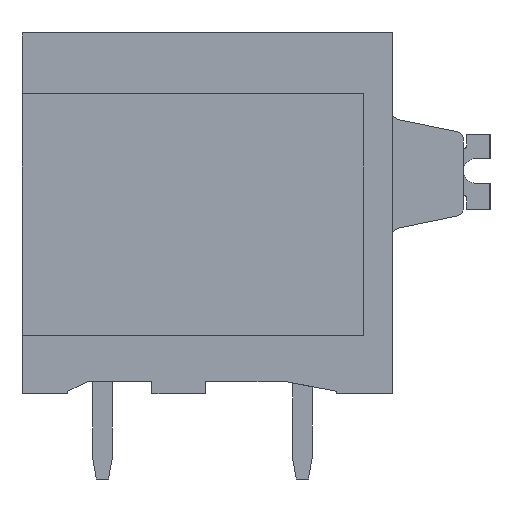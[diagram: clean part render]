
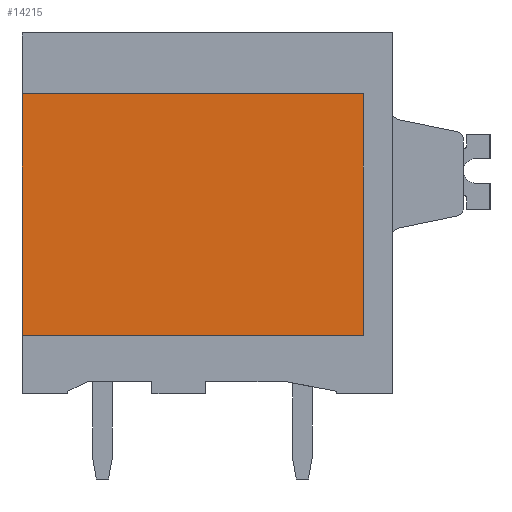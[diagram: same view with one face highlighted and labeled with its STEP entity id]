
A CAD part, left-side view. The second image highlights one B-rep face of the part: STEP entity #14215.
In plain terms, the highlighted planar face has unit normal (-1, 0, 0).
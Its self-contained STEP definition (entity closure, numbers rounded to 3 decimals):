
#5792=AXIS2_PLACEMENT_3D('Plane Axis2P3D',#5789,#5790,#5791) ;
#5789=CARTESIAN_POINT('Axis2P3D Location',(1.1,0.,0.)) ;
#14085=CARTESIAN_POINT('Vertex',(1.1,19.2,5.9)) ;
#14088=CARTESIAN_POINT('Line Origine',(1.1,19.2,10.85)) ;
#14092=CARTESIAN_POINT('Vertex',(1.1,19.2,15.8)) ;
#14165=CARTESIAN_POINT('Vertex',(1.1,5.2,5.9)) ;
#14168=CARTESIAN_POINT('Line Origine',(1.1,12.2,5.9)) ;
#14189=CARTESIAN_POINT('Vertex',(1.1,5.2,15.8)) ;
#14192=CARTESIAN_POINT('Line Origine',(1.1,5.2,10.85)) ;
#14204=CARTESIAN_POINT('Line Origine',(1.1,12.2,15.8)) ;
#5790=DIRECTION('Axis2P3D Direction',(-1.,0.,0.)) ;
#5791=DIRECTION('Axis2P3D XDirection',(0.,-1.,0.)) ;
#14089=DIRECTION('Vector Direction',(0.,0.,1.)) ;
#14169=DIRECTION('Vector Direction',(0.,1.,0.)) ;
#14193=DIRECTION('Vector Direction',(0.,0.,1.)) ;
#14205=DIRECTION('Vector Direction',(0.,1.,0.)) ;
#14090=VECTOR('Line Direction',#14089,1.) ;
#14170=VECTOR('Line Direction',#14169,1.) ;
#14194=VECTOR('Line Direction',#14193,1.) ;
#14206=VECTOR('Line Direction',#14205,1.) ;
#14210=ORIENTED_EDGE('',*,*,#14172,.F.) ;
#14211=ORIENTED_EDGE('',*,*,#14196,.T.) ;
#14212=ORIENTED_EDGE('',*,*,#14208,.T.) ;
#14213=ORIENTED_EDGE('',*,*,#14094,.F.) ;
#14215=ADVANCED_FACE('_LMF 5.08/14/90 3.5SN OR BX 1330840000',(#14214),#5793,.T.) ;
#14094=EDGE_CURVE('',#14086,#14093,#14091,.T.) ;
#14172=EDGE_CURVE('',#14166,#14086,#14171,.T.) ;
#14196=EDGE_CURVE('',#14166,#14190,#14195,.T.) ;
#14208=EDGE_CURVE('',#14190,#14093,#14207,.T.) ;
#14209=EDGE_LOOP('',(#14210,#14211,#14212,#14213)) ;
#14214=FACE_OUTER_BOUND('',#14209,.T.) ;
#14091=LINE('Line',#14088,#14090) ;
#14171=LINE('Line',#14168,#14170) ;
#14195=LINE('Line',#14192,#14194) ;
#14207=LINE('Line',#14204,#14206) ;
#5793=PLANE('',#5792) ;
#14086=VERTEX_POINT('',#14085) ;
#14093=VERTEX_POINT('',#14092) ;
#14166=VERTEX_POINT('',#14165) ;
#14190=VERTEX_POINT('',#14189) ;
